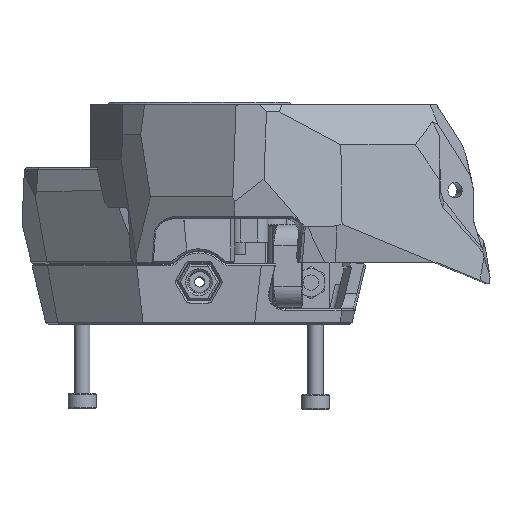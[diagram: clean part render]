
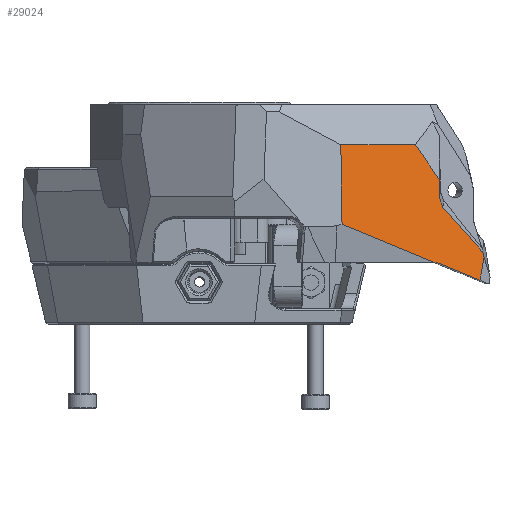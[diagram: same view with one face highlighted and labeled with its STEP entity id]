
A CAD part, top view. The second image highlights one B-rep face of the part: STEP entity #29024.
In plain terms, the highlighted face is planar.
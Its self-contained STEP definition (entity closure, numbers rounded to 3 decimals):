
#3041=FACE_OUTER_BOUND('',#4762,.T.);
#4762=EDGE_LOOP('',(#25546,#25547,#25548,#25549,#25550,#25551,#25552,#25553,
#25554,#25555,#25556));
#8386=LINE('',#51341,#10990);
#8456=LINE('',#51494,#11060);
#8494=LINE('',#51582,#11098);
#8495=LINE('',#51584,#11099);
#8496=LINE('',#51587,#11100);
#8497=LINE('',#51589,#11101);
#8498=LINE('',#51590,#11102);
#8499=LINE('',#51592,#11103);
#8500=LINE('',#51594,#11104);
#8501=LINE('',#51596,#11105);
#8502=LINE('',#51597,#11106);
#10990=VECTOR('',#38673,1000.);
#11060=VECTOR('',#38801,1000.);
#11098=VECTOR('',#38883,1000.);
#11099=VECTOR('',#38886,1000.);
#11100=VECTOR('',#38889,1000.);
#11101=VECTOR('',#38890,1000.);
#11102=VECTOR('',#38891,1000.);
#11103=VECTOR('',#38892,1000.);
#11104=VECTOR('',#38893,1000.);
#11105=VECTOR('',#38894,1000.);
#11106=VECTOR('',#38895,1000.);
#13595=VERTEX_POINT('',#51338);
#13596=VERTEX_POINT('',#51340);
#13649=VERTEX_POINT('',#51492);
#13650=VERTEX_POINT('',#51493);
#13677=VERTEX_POINT('',#51578);
#13678=VERTEX_POINT('',#51580);
#13679=VERTEX_POINT('',#51586);
#13680=VERTEX_POINT('',#51588);
#13681=VERTEX_POINT('',#51591);
#13682=VERTEX_POINT('',#51593);
#13683=VERTEX_POINT('',#51595);
#17591=EDGE_CURVE('',#13596,#13595,#8386,.T.);
#17668=EDGE_CURVE('',#13649,#13650,#8456,.T.);
#17713=EDGE_CURVE('',#13678,#13677,#8494,.T.);
#17714=EDGE_CURVE('',#13677,#13649,#8495,.T.);
#17715=EDGE_CURVE('',#13595,#13679,#8496,.T.);
#17716=EDGE_CURVE('',#13680,#13679,#8497,.T.);
#17717=EDGE_CURVE('',#13680,#13650,#8498,.T.);
#17718=EDGE_CURVE('',#13681,#13678,#8499,.T.);
#17719=EDGE_CURVE('',#13681,#13682,#8500,.T.);
#17720=EDGE_CURVE('',#13683,#13682,#8501,.T.);
#17721=EDGE_CURVE('',#13683,#13596,#8502,.T.);
#25546=ORIENTED_EDGE('',*,*,#17715,.T.);
#25547=ORIENTED_EDGE('',*,*,#17716,.F.);
#25548=ORIENTED_EDGE('',*,*,#17717,.T.);
#25549=ORIENTED_EDGE('',*,*,#17668,.F.);
#25550=ORIENTED_EDGE('',*,*,#17714,.F.);
#25551=ORIENTED_EDGE('',*,*,#17713,.F.);
#25552=ORIENTED_EDGE('',*,*,#17718,.F.);
#25553=ORIENTED_EDGE('',*,*,#17719,.T.);
#25554=ORIENTED_EDGE('',*,*,#17720,.F.);
#25555=ORIENTED_EDGE('',*,*,#17721,.T.);
#25556=ORIENTED_EDGE('',*,*,#17591,.T.);
#27597=PLANE('',#31660);
#29024=ADVANCED_FACE('',(#3041),#27597,.T.);
#31660=AXIS2_PLACEMENT_3D('',#51585,#38887,#38888);
#38673=DIRECTION('',(0.174,0.,0.985));
#38801=DIRECTION('',(0.149,0.338,0.929));
#38883=DIRECTION('',(-0.004,-0.966,-0.26));
#38886=DIRECTION('',(0.081,-0.973,0.216));
#38887=DIRECTION('center_axis',(0.984,0.043,-0.174));
#38888=DIRECTION('ref_axis',(-0.175,0.023,-0.984));
#38889=DIRECTION('',(0.044,-0.999,0.));
#38890=DIRECTION('',(0.149,0.338,0.929));
#38891=DIRECTION('',(-0.174,0.,-0.985));
#38892=DIRECTION('',(-0.094,-0.704,-0.704));
#38893=DIRECTION('',(0.021,0.936,0.351));
#38894=DIRECTION('',(0.044,-0.999,0.));
#38895=DIRECTION('',(0.073,0.789,0.61));
#51338=CARTESIAN_POINT('',(33.565,157.647,156.175));
#51340=CARTESIAN_POINT('',(30.657,157.647,139.698));
#51341=CARTESIAN_POINT('',(30.843,157.647,140.749));
#51492=CARTESIAN_POINT('',(29.358,131.285,125.815));
#51493=CARTESIAN_POINT('',(30.865,134.7,135.2));
#51494=CARTESIAN_POINT('',(16.079,101.204,43.135));
#51578=CARTESIAN_POINT('',(28.989,135.735,124.826));
#51580=CARTESIAN_POINT('',(28.993,136.755,125.101));
#51582=CARTESIAN_POINT('',(29.013,141.882,126.481));
#51584=CARTESIAN_POINT('',(32.144,97.663,133.284));
#51585=CARTESIAN_POINT('Origin',(28.558,150.635,126.066));
#51586=CARTESIAN_POINT('',(34.243,142.126,156.175));
#51587=CARTESIAN_POINT('',(33.423,160.914,156.175));
#51588=CARTESIAN_POINT('',(30.965,134.7,135.763));
#51589=CARTESIAN_POINT('',(32.504,138.187,145.348));
#51590=CARTESIAN_POINT('',(16.098,134.7,51.531));
#51591=CARTESIAN_POINT('',(30.149,145.457,133.802));
#51592=CARTESIAN_POINT('',(30.097,145.061,133.407));
#51593=CARTESIAN_POINT('',(30.191,147.335,134.506));
#51594=CARTESIAN_POINT('',(30.201,147.745,134.66));
#51595=CARTESIAN_POINT('',(30.034,150.932,134.506));
#51596=CARTESIAN_POINT('',(29.794,156.438,134.506));
#51597=CARTESIAN_POINT('',(30.348,154.316,137.123));
